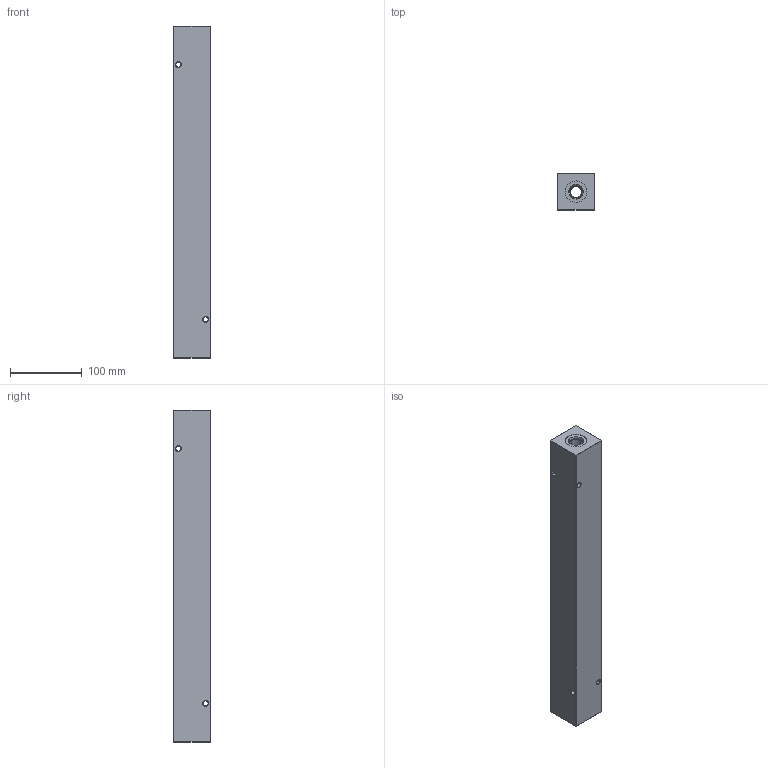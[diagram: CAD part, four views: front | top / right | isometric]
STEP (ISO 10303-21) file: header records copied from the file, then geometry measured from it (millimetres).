
FILE_DESCRIPTION (( 'STEP AP203' ), '1' );
FILE_NAME ('HM-9-90-S-8-6.STEP', '2020-11-09T21:35:11', ( '' ), ( '' ), 'SwSTEP 2.0', 'SolidWorks 2019', '' );
FILE_SCHEMA (( 'CONFIG_CONTROL_DESIGN' ));
Products named in the file (1): HM-9-90-S-8-6
Bounding box: 50.8 x 50.8 x 463.55 mm (x, y, z)
Volume: 1044037.3 mm3; surface area: 135435.3 mm2
Topology: 1 solids, 1 shells, 725 faces, 1787 edges, 1118 vertices
Faces by surface type: plane 243, bspline 212, cone 136, cylinder 134
Entity records: 32918 total; most frequent: CARTESIAN_POINT 16991, ORIENTED_EDGE 3574, DIRECTION 2661, EDGE_CURVE 1787, VERTEX_POINT 1118, VECTOR 989, LINE 989, AXIS2_PLACEMENT_3D 836
